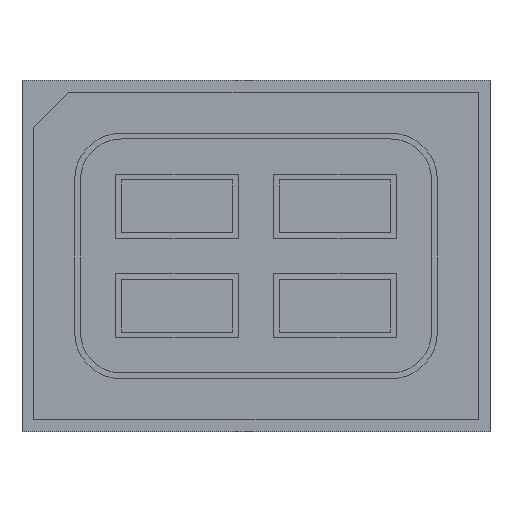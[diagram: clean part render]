
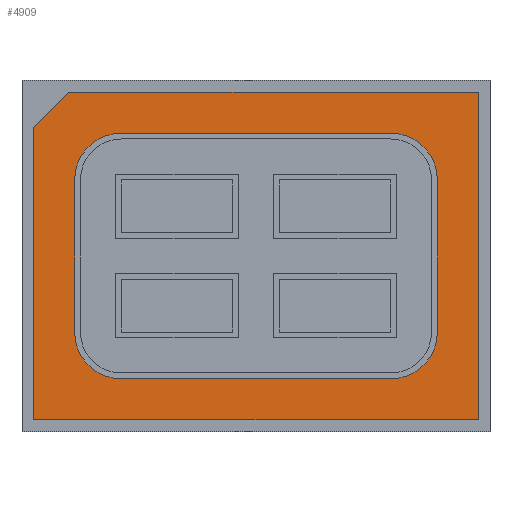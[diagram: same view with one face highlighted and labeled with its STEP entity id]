
A CAD part, front view. The second image highlights one B-rep face of the part: STEP entity #4909.
In plain terms, the highlighted planar face has unit normal (0, -1, 0).
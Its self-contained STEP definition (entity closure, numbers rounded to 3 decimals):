
#202 = VECTOR ( 'NONE', #4717, 1000. ) ;
#439 = CARTESIAN_POINT ( 'NONE',  ( -1.9, -0.45, 1.1 ) ) ;
#601 = VERTEX_POINT ( 'NONE', #2955 ) ;
#680 = DIRECTION ( 'NONE',  ( 0., 0., -1. ) ) ;
#728 = CARTESIAN_POINT ( 'NONE',  ( 1.15, -0.45, -1.05 ) ) ;
#1045 = EDGE_CURVE ( 'NONE', #3589, #9697, #7309, .T. ) ;
#1125 = EDGE_CURVE ( 'NONE', #7054, #6823, #3548, .T. ) ;
#1337 = VERTEX_POINT ( 'NONE', #1792 ) ;
#1469 = LINE ( 'NONE', #8092, #9473 ) ;
#1573 = VERTEX_POINT ( 'NONE', #3606 ) ;
#1660 = VECTOR ( 'NONE', #7059, 1000. ) ;
#1789 = CIRCLE ( 'NONE', #7784, 0.4 ) ;
#1792 = CARTESIAN_POINT ( 'NONE',  ( 1.9, -0.45, 1.4 ) ) ;
#1855 = DIRECTION ( 'NONE',  ( 0., 1., 0. ) ) ;
#1927 = ORIENTED_EDGE ( 'NONE', *, *, #5730, .T. ) ;
#2023 = EDGE_CURVE ( 'NONE', #8541, #8473, #3250, .T. ) ;
#2125 = ORIENTED_EDGE ( 'NONE', *, *, #1045, .F. ) ;
#2389 = CARTESIAN_POINT ( 'NONE',  ( -1.15, -0.45, -1.05 ) ) ;
#2415 = CARTESIAN_POINT ( 'NONE',  ( -1.55, -0.45, 0.65 ) ) ;
#2578 = CARTESIAN_POINT ( 'NONE',  ( 1.15, -0.45, -0.65 ) ) ;
#2683 = ORIENTED_EDGE ( 'NONE', *, *, #9286, .T. ) ;
#2798 = CIRCLE ( 'NONE', #4915, 0.4 ) ;
#2910 = CARTESIAN_POINT ( 'NONE',  ( -1.6, -0.45, 1.4 ) ) ;
#2923 = CARTESIAN_POINT ( 'NONE',  ( -1.55, -0.45, 0. ) ) ;
#2955 = CARTESIAN_POINT ( 'NONE',  ( -1.9, -0.45, -1.4 ) ) ;
#3250 = LINE ( 'NONE', #3798, #9184 ) ;
#3296 = DIRECTION ( 'NONE',  ( 0., 0., -1. ) ) ;
#3297 = VECTOR ( 'NONE', #8347, 1000. ) ;
#3351 = DIRECTION ( 'NONE',  ( 0., 0., -1. ) ) ;
#3377 = PLANE ( 'NONE',  #4167 ) ;
#3408 = VERTEX_POINT ( 'NONE', #8781 ) ;
#3548 = LINE ( 'NONE', #9540, #9244 ) ;
#3589 = VERTEX_POINT ( 'NONE', #8236 ) ;
#3606 = CARTESIAN_POINT ( 'NONE',  ( 1.9, -0.45, -1.4 ) ) ;
#3655 = CARTESIAN_POINT ( 'NONE',  ( -1.15, -0.45, -0.65 ) ) ;
#3704 = DIRECTION ( 'NONE',  ( 0., 0., -1. ) ) ;
#3754 = ORIENTED_EDGE ( 'NONE', *, *, #1125, .T. ) ;
#3798 = CARTESIAN_POINT ( 'NONE',  ( 0., -0.45, -1.05 ) ) ;
#3800 = LINE ( 'NONE', #6029, #7698 ) ;
#3934 = CARTESIAN_POINT ( 'NONE',  ( 1.55, -0.45, 0. ) ) ;
#4056 = EDGE_CURVE ( 'NONE', #8473, #8636, #1789, .T. ) ;
#4074 = CARTESIAN_POINT ( 'NONE',  ( -1.15, -0.45, 0.65 ) ) ;
#4112 = AXIS2_PLACEMENT_3D ( 'NONE', #4074, #6391, #3296 ) ;
#4167 = AXIS2_PLACEMENT_3D ( 'NONE', #6497, #1855, #7268 ) ;
#4248 = CARTESIAN_POINT ( 'NONE',  ( 1.15, -0.45, 1.05 ) ) ;
#4265 = LINE ( 'NONE', #2923, #8141 ) ;
#4436 = DIRECTION ( 'NONE',  ( 0., 0., -1. ) ) ;
#4585 = DIRECTION ( 'NONE',  ( 1., 0., 0. ) ) ;
#4654 = ORIENTED_EDGE ( 'NONE', *, *, #5673, .T. ) ;
#4717 = DIRECTION ( 'NONE',  ( 0., 0., -1. ) ) ;
#4731 = AXIS2_PLACEMENT_3D ( 'NONE', #3655, #9080, #4436 ) ;
#4733 = EDGE_LOOP ( 'NONE', ( #2125, #6332, #1927, #9097, #9002, #9929, #8251, #7122 ) ) ;
#4909 = ADVANCED_FACE ( 'NONE', ( #6118, #6607 ), #3377, .F. ) ;
#4915 = AXIS2_PLACEMENT_3D ( 'NONE', #9957, #5324, #680 ) ;
#5008 = DIRECTION ( 'NONE',  ( 0., 0., 1. ) ) ;
#5227 = EDGE_LOOP ( 'NONE', ( #6534, #4654, #3754, #7632, #2683 ) ) ;
#5283 = DIRECTION ( 'NONE',  ( 1., 0., 0. ) ) ;
#5305 = CARTESIAN_POINT ( 'NONE',  ( -1.55, -0.45, -0.65 ) ) ;
#5324 = DIRECTION ( 'NONE',  ( 0., 1., 0. ) ) ;
#5522 = CIRCLE ( 'NONE', #4731, 0.4 ) ;
#5541 = LINE ( 'NONE', #8764, #9416 ) ;
#5620 = CARTESIAN_POINT ( 'NONE',  ( 1.55, -0.45, -0.65 ) ) ;
#5673 = EDGE_CURVE ( 'NONE', #1337, #7054, #9230, .T. ) ;
#5730 = EDGE_CURVE ( 'NONE', #8725, #3408, #2798, .T. ) ;
#6029 = CARTESIAN_POINT ( 'NONE',  ( 0., -0.45, 1.05 ) ) ;
#6093 = CARTESIAN_POINT ( 'NONE',  ( -1.6, -0.45, 1.4 ) ) ;
#6118 = FACE_BOUND ( 'NONE', #4733, .T. ) ;
#6283 = CARTESIAN_POINT ( 'NONE',  ( -1.9, -0.45, -1.4 ) ) ;
#6332 = ORIENTED_EDGE ( 'NONE', *, *, #7012, .T. ) ;
#6391 = DIRECTION ( 'NONE',  ( 0., -1., 0. ) ) ;
#6405 = LINE ( 'NONE', #3934, #202 ) ;
#6497 = CARTESIAN_POINT ( 'NONE',  ( 0., -0.45, 0. ) ) ;
#6534 = ORIENTED_EDGE ( 'NONE', *, *, #8124, .T. ) ;
#6607 = FACE_OUTER_BOUND ( 'NONE', #5227, .T. ) ;
#6641 = EDGE_CURVE ( 'NONE', #6823, #601, #7827, .T. ) ;
#6823 = VERTEX_POINT ( 'NONE', #439 ) ;
#6956 = EDGE_CURVE ( 'NONE', #7596, #8541, #5522, .T. ) ;
#7012 = EDGE_CURVE ( 'NONE', #3589, #8725, #3800, .T. ) ;
#7054 = VERTEX_POINT ( 'NONE', #6093 ) ;
#7059 = DIRECTION ( 'NONE',  ( 0., 0., -1. ) ) ;
#7122 = ORIENTED_EDGE ( 'NONE', *, *, #7560, .F. ) ;
#7268 = DIRECTION ( 'NONE',  ( 0., 0., 1. ) ) ;
#7309 = CIRCLE ( 'NONE', #4112, 0.4 ) ;
#7560 = EDGE_CURVE ( 'NONE', #9697, #7596, #4265, .T. ) ;
#7596 = VERTEX_POINT ( 'NONE', #5305 ) ;
#7632 = ORIENTED_EDGE ( 'NONE', *, *, #6641, .T. ) ;
#7698 = VECTOR ( 'NONE', #5283, 1000. ) ;
#7784 = AXIS2_PLACEMENT_3D ( 'NONE', #2578, #7991, #3351 ) ;
#7827 = LINE ( 'NONE', #6283, #1660 ) ;
#7991 = DIRECTION ( 'NONE',  ( 0., -1., 0. ) ) ;
#8092 = CARTESIAN_POINT ( 'NONE',  ( 1.9, -0.45, -1.4 ) ) ;
#8124 = EDGE_CURVE ( 'NONE', #1573, #1337, #1469, .T. ) ;
#8141 = VECTOR ( 'NONE', #3704, 1000. ) ;
#8236 = CARTESIAN_POINT ( 'NONE',  ( -1.15, -0.45, 1.05 ) ) ;
#8251 = ORIENTED_EDGE ( 'NONE', *, *, #6956, .F. ) ;
#8347 = DIRECTION ( 'NONE',  ( -1., 0., 0. ) ) ;
#8473 = VERTEX_POINT ( 'NONE', #728 ) ;
#8494 = DIRECTION ( 'NONE',  ( -0.707, 0., -0.707 ) ) ;
#8541 = VERTEX_POINT ( 'NONE', #2389 ) ;
#8636 = VERTEX_POINT ( 'NONE', #5620 ) ;
#8725 = VERTEX_POINT ( 'NONE', #4248 ) ;
#8764 = CARTESIAN_POINT ( 'NONE',  ( -1.9, -0.45, -1.4 ) ) ;
#8781 = CARTESIAN_POINT ( 'NONE',  ( 1.55, -0.45, 0.65 ) ) ;
#9002 = ORIENTED_EDGE ( 'NONE', *, *, #4056, .F. ) ;
#9080 = DIRECTION ( 'NONE',  ( 0., -1., 0. ) ) ;
#9097 = ORIENTED_EDGE ( 'NONE', *, *, #9147, .T. ) ;
#9147 = EDGE_CURVE ( 'NONE', #3408, #8636, #6405, .T. ) ;
#9184 = VECTOR ( 'NONE', #4585, 1000. ) ;
#9230 = LINE ( 'NONE', #2910, #3297 ) ;
#9244 = VECTOR ( 'NONE', #8494, 1000. ) ;
#9286 = EDGE_CURVE ( 'NONE', #601, #1573, #5541, .T. ) ;
#9416 = VECTOR ( 'NONE', #9517, 1000. ) ;
#9473 = VECTOR ( 'NONE', #5008, 1000. ) ;
#9517 = DIRECTION ( 'NONE',  ( 1., 0., 0. ) ) ;
#9540 = CARTESIAN_POINT ( 'NONE',  ( -1.9, -0.45, 1.1 ) ) ;
#9697 = VERTEX_POINT ( 'NONE', #2415 ) ;
#9929 = ORIENTED_EDGE ( 'NONE', *, *, #2023, .F. ) ;
#9957 = CARTESIAN_POINT ( 'NONE',  ( 1.15, -0.45, 0.65 ) ) ;
